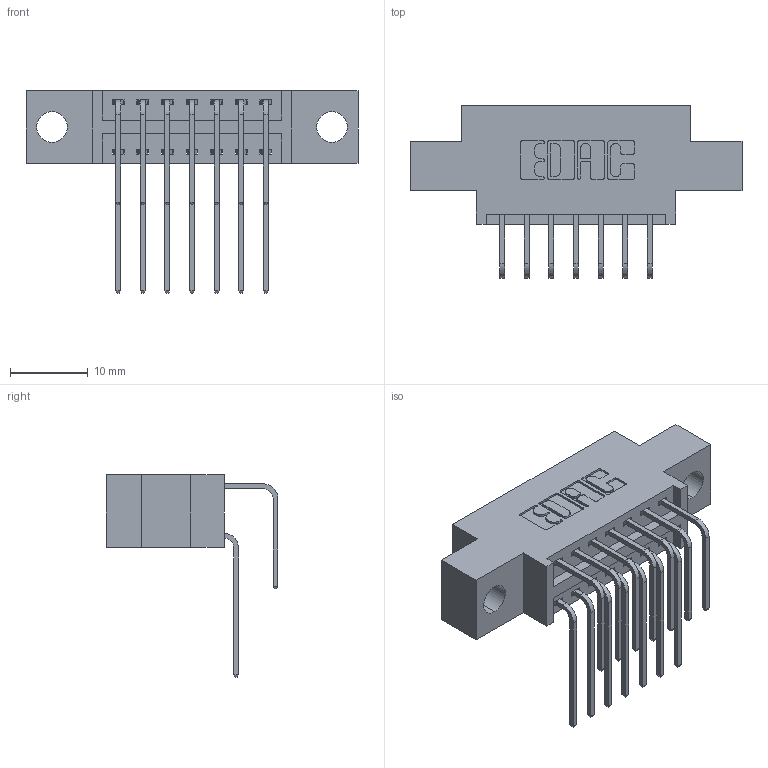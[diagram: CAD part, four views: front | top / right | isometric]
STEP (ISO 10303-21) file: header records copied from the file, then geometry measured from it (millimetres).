
FILE_DESCRIPTION (( 'STEP AP203' ), '1' );
FILE_NAME ('346-014-558-804.STEP', '2022-05-18T14:54:41', ( '' ), ( '' ), 'SwSTEP 2.0', 'SolidWorks 2020', '' );
FILE_SCHEMA (( 'CONFIG_CONTROL_DESIGN' ));
Length unit declared in the file: inch
Products named in the file (4): 346-014-558-804; 345-292-001_558 Tail - 2; 345-292-001_558 559 Tail - 1; 346 Part_0.170 Offset - 0.156 Dia-TH
Assembly tree (15 placements, depth 2):
  346-014-558-804
    346 Part_0.170 Offset - 0.156 Dia-TH
    345-292-001_558 559 Tail - 1  x7
    345-292-001_558 Tail - 2  x7
Bounding box: 42.8 x 22.16 x 26.16 mm (x, y, z)
Volume: 3721.8 mm3; surface area: 4980.7 mm2
Topology: 15 solids, 15 shells, 896 faces, 2631 edges, 1734 vertices
Faces by surface type: plane 612, cylinder 284
Entity records: 11615 total; most frequent: CARTESIAN_POINT 2021, ORIENTED_EDGE 1902, DIRECTION 1803, EDGE_CURVE 951, LINE 751, VECTOR 751, VERTEX_POINT 630, AXIS2_PLACEMENT_3D 526
